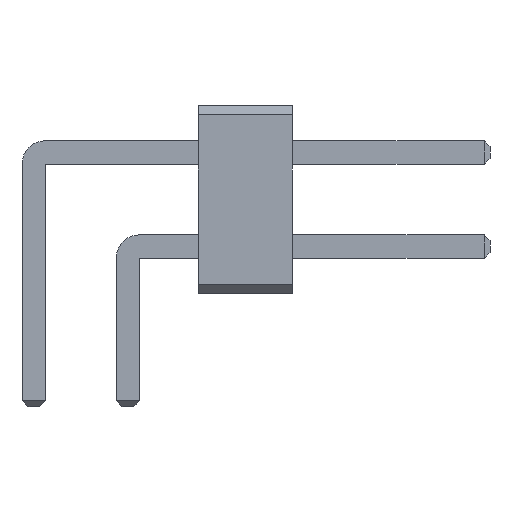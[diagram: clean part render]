
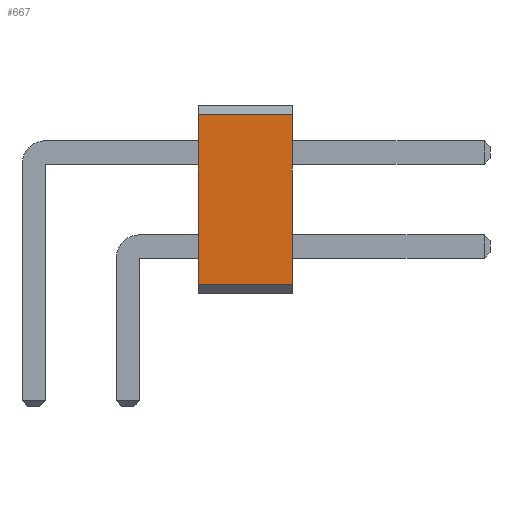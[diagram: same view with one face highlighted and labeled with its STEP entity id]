
A CAD part, front view. The second image highlights one B-rep face of the part: STEP entity #667.
In plain terms, the highlighted planar face has unit normal (0, -1, 0).
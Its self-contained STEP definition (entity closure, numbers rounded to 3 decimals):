
#13=DIRECTION('',(0.,0.,1.));
#27=VECTOR('',#28,1.);
#28=DIRECTION('',(1.,0.,0.));
#57=DIRECTION('',(0.,-1.,0.));
#654=VERTEX_POINT('',#655);
#655=CARTESIAN_POINT('',(5.5,-21.,0.2));
#658=EDGE_CURVE('',#659,#654,#661,.T.);
#659=VERTEX_POINT('',#660);
#660=CARTESIAN_POINT('',(3.5,-21.,0.2));
#661=LINE('',#660,#27);
#667=ADVANCED_FACE('',(#668),#685,.T.);
#668=FACE_BOUND('',#669,.T.);
#669=EDGE_LOOP('',(#670,#671,#677,#682));
#670=ORIENTED_EDGE('',*,*,#658,.T.);
#671=ORIENTED_EDGE('',*,*,#672,.T.);
#672=EDGE_CURVE('',#654,#673,#675,.T.);
#673=VERTEX_POINT('',#674);
#674=CARTESIAN_POINT('',(5.5,-21.,3.8));
#675=LINE('',#655,#676);
#676=VECTOR('',#13,1.);
#677=ORIENTED_EDGE('',*,*,#678,.F.);
#678=EDGE_CURVE('',#679,#673,#681,.T.);
#679=VERTEX_POINT('',#680);
#680=CARTESIAN_POINT('',(3.5,-21.,3.8));
#681=LINE('',#680,#27);
#682=ORIENTED_EDGE('',*,*,#683,.F.);
#683=EDGE_CURVE('',#659,#679,#684,.T.);
#684=LINE('',#660,#676);
#685=PLANE('',#686);
#686=AXIS2_PLACEMENT_3D('',#660,#57,#13);
